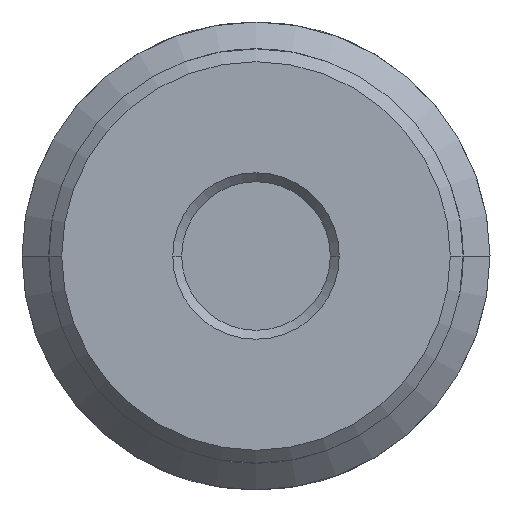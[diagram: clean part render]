
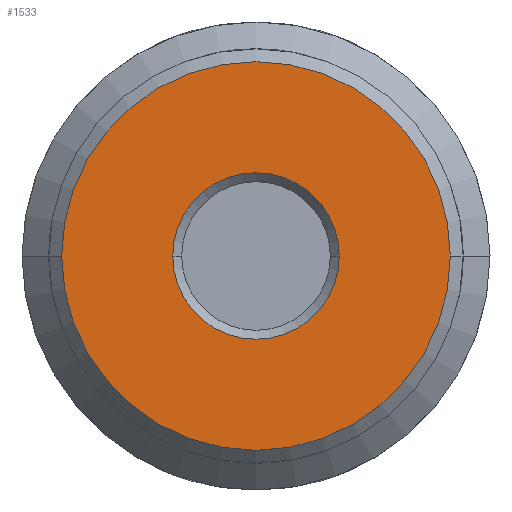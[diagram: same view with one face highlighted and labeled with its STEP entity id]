
A CAD part, left-side view. The second image highlights one B-rep face of the part: STEP entity #1533.
In plain terms, the highlighted planar face has unit normal (-1, 0, 0).
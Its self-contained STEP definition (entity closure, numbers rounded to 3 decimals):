
#115=CARTESIAN_POINT('',(0.,0.,0.));
#116=DIRECTION('',(-1.,0.,0.));
#117=DIRECTION('',(0.,1.,0.));
#118=AXIS2_PLACEMENT_3D('',#115,#116,#117);
#124=CARTESIAN_POINT('',(0.,0.,0.));
#125=DIRECTION('',(-1.,0.,0.));
#126=DIRECTION('',(0.,-1.,0.));
#127=AXIS2_PLACEMENT_3D('',#124,#125,#126);
#132=CARTESIAN_POINT('',(0.,0.,0.));
#133=DIRECTION('',(-1.,0.,0.));
#134=DIRECTION('',(0.,1.,0.));
#135=AXIS2_PLACEMENT_3D('',#132,#133,#134);
#140=CARTESIAN_POINT('',(0.,0.,0.));
#141=DIRECTION('',(-1.,0.,0.));
#142=DIRECTION('',(0.,-1.,0.));
#143=AXIS2_PLACEMENT_3D('',#140,#141,#142);
#1380=CARTESIAN_POINT('',(0.,4.953,0.));
#1381=CARTESIAN_POINT('',(0.,-4.953,0.));
#1382=VERTEX_POINT('',#1380);
#1383=VERTEX_POINT('',#1381);
#1392=CARTESIAN_POINT('',(0.,11.557,0.));
#1393=CARTESIAN_POINT('',(0.,-11.557,0.));
#1394=VERTEX_POINT('',#1392);
#1395=VERTEX_POINT('',#1393);
#1516=CARTESIAN_POINT('',(0.,0.,0.));
#1517=DIRECTION('',(1.,0.,0.));
#1518=DIRECTION('',(0.,0.,-1.));
#1519=AXIS2_PLACEMENT_3D('',#1516,#1517,#1518);
#1520=PLANE('',#1519);
#1522=ORIENTED_EDGE('',*,*,#1521,.F.);
#1524=ORIENTED_EDGE('',*,*,#1523,.F.);
#1525=EDGE_LOOP('',(#1522,#1524));
#1526=FACE_OUTER_BOUND('',#1525,.F.);
#1528=ORIENTED_EDGE('',*,*,#1527,.T.);
#1530=ORIENTED_EDGE('',*,*,#1529,.T.);
#1531=EDGE_LOOP('',(#1528,#1530));
#1532=FACE_BOUND('',#1531,.F.);
#119=CIRCLE('',#118,4.953);
#128=CIRCLE('',#127,4.953);
#136=CIRCLE('',#135,11.557);
#144=CIRCLE('',#143,11.557);
#1521=EDGE_CURVE('',#1394,#1395,#136,.T.);
#1523=EDGE_CURVE('',#1395,#1394,#144,.T.);
#1527=EDGE_CURVE('',#1382,#1383,#119,.T.);
#1529=EDGE_CURVE('',#1383,#1382,#128,.T.);
#1533=ADVANCED_FACE('',(#1526,#1532),#1520,.F.);
